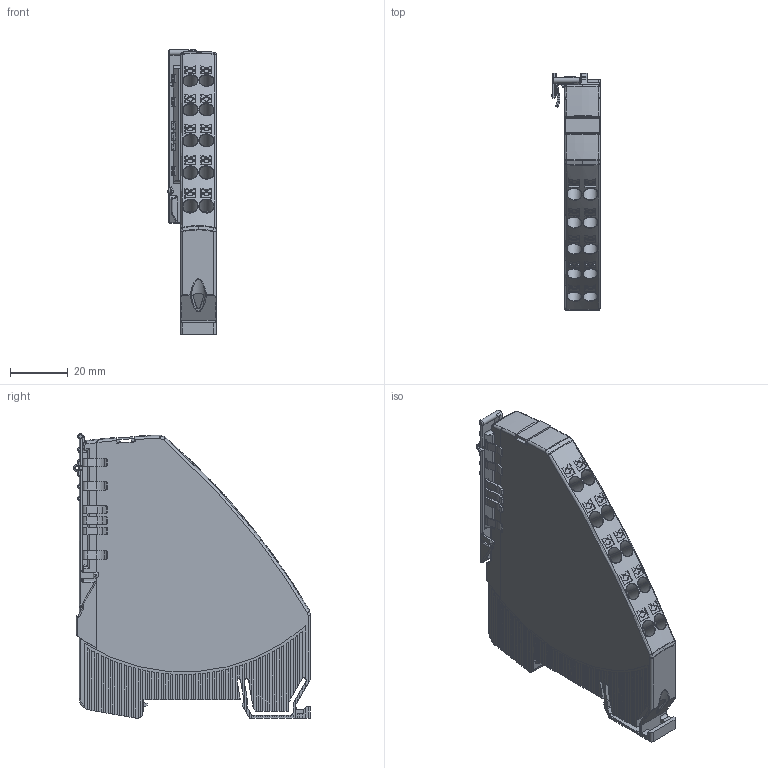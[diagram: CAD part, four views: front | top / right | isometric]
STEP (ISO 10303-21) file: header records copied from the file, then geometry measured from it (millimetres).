
FILE_DESCRIPTION (( 'STEP AP214' ), '1' );
FILE_NAME ('t-pm12-t0x-00-load_ik00.STEP', '2023-04-20T10:18:58', ( '' ), ( '' ), 'SwSTEP 2.0', 'SolidWorks 2021', '' );
FILE_SCHEMA (( 'AUTOMOTIVE_DESIGN' ));
Length unit declared in the file: inch
Products named in the file (1): t-pm12-t0x-00-load_ik00
Bounding box: 16.9 x 81.9 x 98.5 mm (x, y, z)
Volume: 69823.2 mm3; surface area: 24929.9 mm2
Topology: 2 solids, 2 shells, 1796 faces, 5004 edges, 3247 vertices
Faces by surface type: plane 1075, cylinder 491, bspline 131, torus 82, sphere 11, cone 6
Full cylindrical faces by diameter (mm): 1.3 x1, 4 x2, 4.1 x2
Entity records: 71132 total; most frequent: CARTESIAN_POINT 26528, ORIENTED_EDGE 9982, DIRECTION 8321, EDGE_CURVE 4991, LINE 3353, VECTOR 3353, VERTEX_POINT 3245, AXIS2_PLACEMENT_3D 2484
